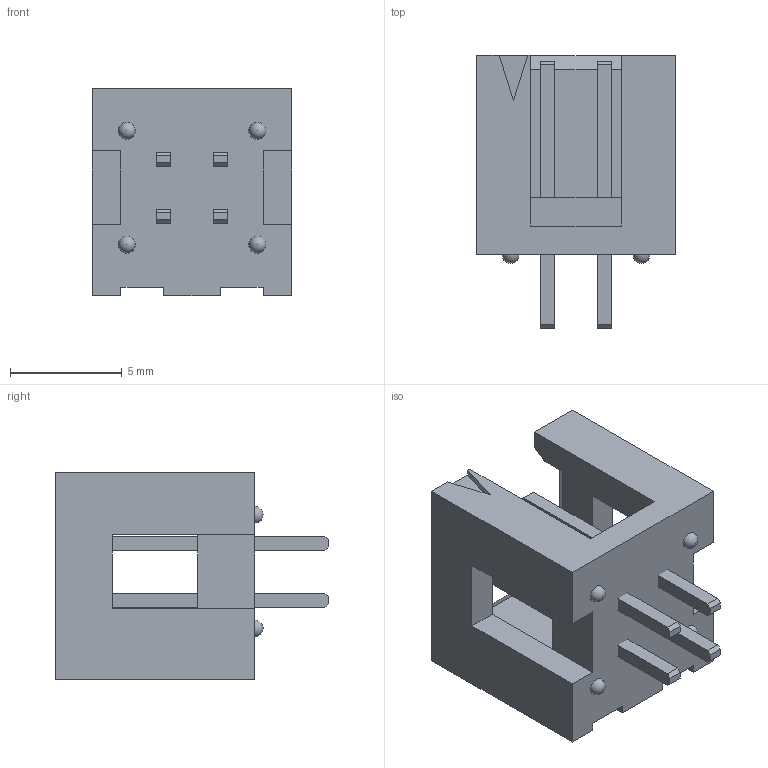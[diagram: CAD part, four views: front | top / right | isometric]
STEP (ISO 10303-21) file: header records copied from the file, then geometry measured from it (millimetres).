
FILE_DESCRIPTION( ( 'STEP AP203' ), '1' );
FILE_NAME( 'HTSS-102-01-G-D.stp', '2019-10-28T04:35:03', ( '' ), ( '' ), ' ', 'PARTsolutions', ' ' );
FILE_SCHEMA( ( 'CONFIG_CONTROL_DESIGN' ) );
Length unit declared in the file: inch
Products named in the file (3): HTSS-102-01-G-D; _HTSS-102-01-D_header; _T-1S6-02-01-D_HTSS
Assembly tree (2 placements, depth 2):
  HTSS-102-01-G-D
    _HTSS-102-01-D_header
    _T-1S6-02-01-D_HTSS
Bounding box: 8.89 x 12.19 x 9.27 mm (x, y, z)
Volume: 392.6 mm3; surface area: 747.5 mm2
Topology: 2 solids, 2 shells, 90 faces, 264 edges, 174 vertices
Faces by surface type: plane 86, sphere 4
Entity records: 2964 total; most frequent: CARTESIAN_POINT 515, ORIENTED_EDGE 504, DIRECTION 442, EDGE_CURVE 252, LINE 248, VECTOR 248, VERTEX_POINT 170, AXIS2_PLACEMENT_3D 97
